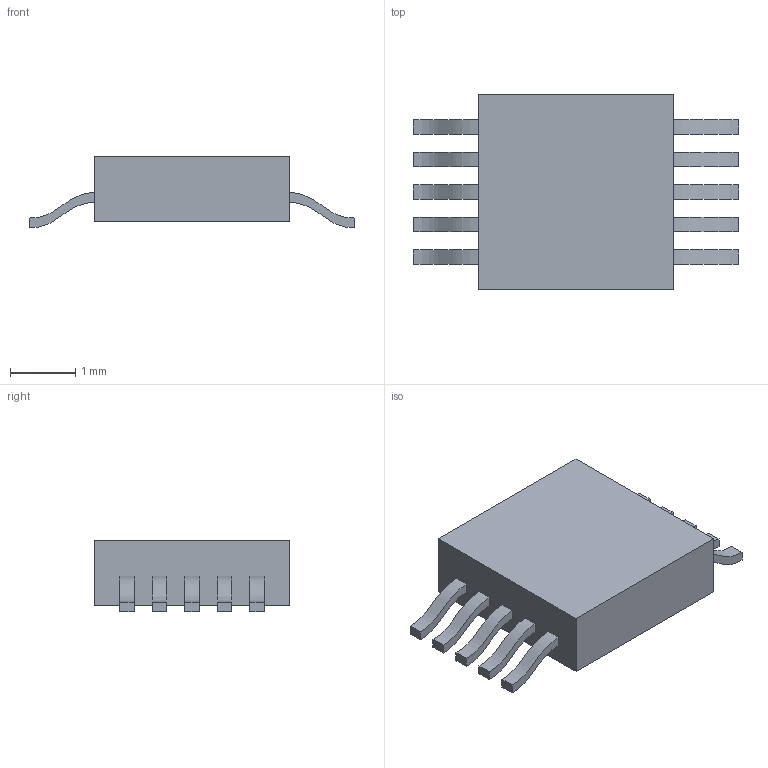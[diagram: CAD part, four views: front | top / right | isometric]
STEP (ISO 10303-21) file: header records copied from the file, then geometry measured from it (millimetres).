
FILE_DESCRIPTION(('FreeCAD Model'),'2;1');
FILE_NAME('Open CASCADE Shape Model','2021-06-03T09:40:55',('Author'),( ''),'Open CASCADE STEP processor 7.5','FreeCAD','Unknown');
FILE_SCHEMA(('AUTOMOTIVE_DESIGN { 1 0 10303 214 1 1 1 1 }'));
Length unit declared in the file: millimetre
Products named in the file (6): Unnamed; body; pin row 1; pin; pin row 2; pin001
Assembly tree (13 placements, depth 3):
  Unnamed
    body
    pin row 1
      pin  x5
    pin row 2
      pin001  x5
Bounding box: 5 x 3 x 1.1 mm (x, y, z)
Volume: 9.4 mm3; surface area: 39.2 mm2
Topology: 11 solids, 11 shells, 66 faces, 132 edges, 88 vertices
Faces by surface type: plane 46, extrusion 20
Entity records: 1133 total; most frequent: CARTESIAN_POINT 240, DIRECTION 136, VECTOR 80, LINE 76, ORIENTED_EDGE 72, PCURVE 72, DEFINITIONAL_REPRESENTATION 72, EDGE_CURVE 36
